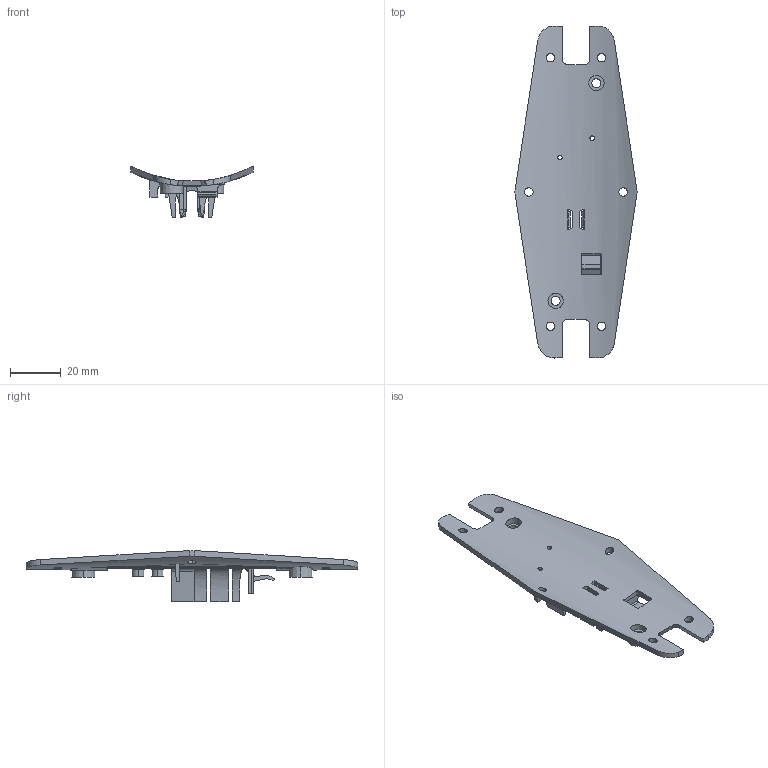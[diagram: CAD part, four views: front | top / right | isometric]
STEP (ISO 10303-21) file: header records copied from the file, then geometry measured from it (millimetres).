
FILE_DESCRIPTION (( 'STEP AP214' ), '1' );
FILE_NAME ('Arm_base.STEP', '2017-08-15T08:08:25', ( '' ), ( '' ), 'SwSTEP 2.0', 'SolidWorks 2016', '' );
FILE_SCHEMA (( 'AUTOMOTIVE_DESIGN' ));
Length unit declared in the file: millimetre
Products named in the file (1): Arm_base
Bounding box: 47.92 x 130.27 x 20.02 mm (x, y, z)
Volume: 11347.5 mm3; surface area: 12813.1 mm2
Topology: 1 solids, 1 shells, 346 faces, 976 edges, 646 vertices
Faces by surface type: plane 200, cylinder 65, bspline 59, cone 22
Entity records: 16585 total; most frequent: CARTESIAN_POINT 6150, ORIENTED_EDGE 1952, DIRECTION 1374, EDGE_CURVE 976, VERTEX_POINT 646, VECTOR 560, LINE 560, AXIS2_PLACEMENT_3D 407
